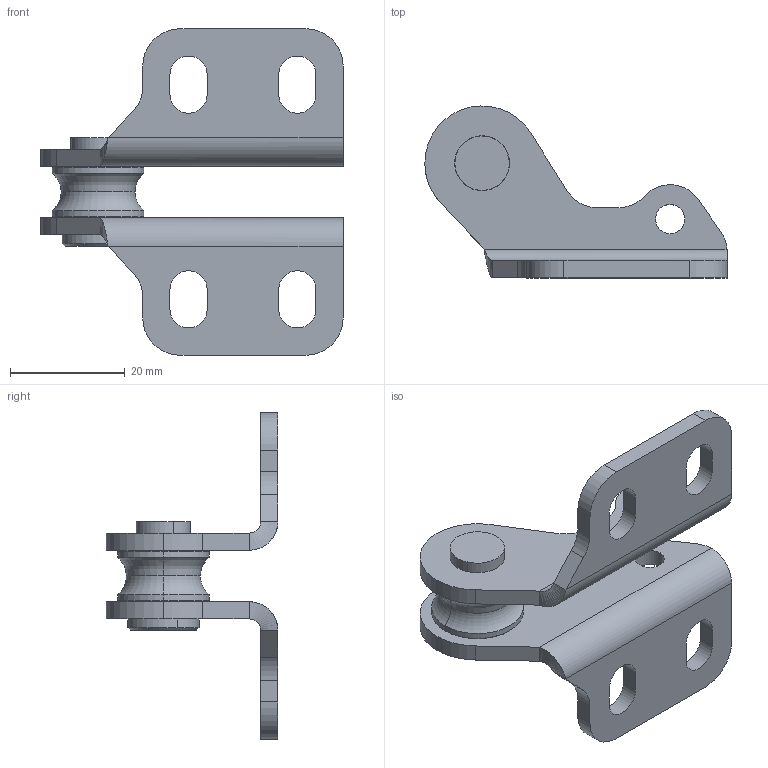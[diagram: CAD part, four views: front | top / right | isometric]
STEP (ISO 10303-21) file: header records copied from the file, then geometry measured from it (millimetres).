
FILE_DESCRIPTION (( 'STEP AP214' ), '1' );
FILE_NAME ('GH-40400-LPSS.STEP', '2018-09-12T07:44:58', ( 'LinWei' ), ( '' ), 'SwSTEP 2.0', 'SolidWorks 2016', '' );
FILE_SCHEMA (( 'AUTOMOTIVE_DESIGN' ));
Length unit declared in the file: millimetre
Products named in the file (5): GH-40400-LPSS; 140400SSLP14; 140400LP13; 440400SS34; 440400SS28
Assembly tree (4 placements, depth 2):
  GH-40400-LPSS
    140400SSLP14
    140400LP13
    440400SS34
    440400SS28
Bounding box: 52.8 x 30 x 57 mm (x, y, z)
Volume: 10595.2 mm3; surface area: 8968.9 mm2
Topology: 4 solids, 4 shells, 105 faces, 256 edges, 160 vertices
Faces by surface type: cylinder 48, plane 39, cone 10, bspline 4, torus 4
Entity records: 3808 total; most frequent: CARTESIAN_POINT 646, DIRECTION 564, ORIENTED_EDGE 512, EDGE_CURVE 256, AXIS2_PLACEMENT_3D 216, VERTEX_POINT 160, LINE 132, VECTOR 132
